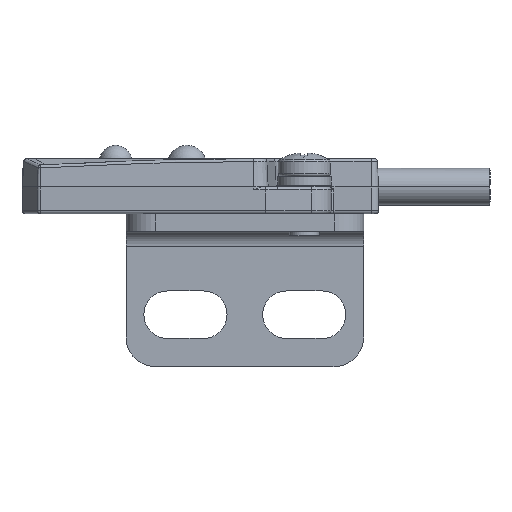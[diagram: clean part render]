
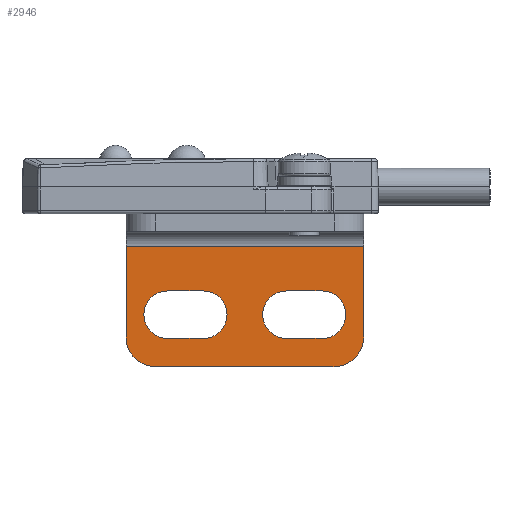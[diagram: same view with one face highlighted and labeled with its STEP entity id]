
A CAD part, left-side view. The second image highlights one B-rep face of the part: STEP entity #2946.
In plain terms, the highlighted planar face has unit normal (-1, 0, 0).
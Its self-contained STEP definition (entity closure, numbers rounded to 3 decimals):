
#9 = EDGE_CURVE ( 'NONE', #2498, #6370, #902, .T. ) ;
#54 = VERTEX_POINT ( 'NONE', #12821 ) ;
#330 = CARTESIAN_POINT ( 'NONE',  ( 7.8, 5.704, -3.45 ) ) ;
#599 = VECTOR ( 'NONE', #7035, 1000. ) ;
#654 = EDGE_CURVE ( 'NONE', #5227, #5225, #9245, .T. ) ;
#762 = ORIENTED_EDGE ( 'NONE', *, *, #1749, .T. ) ;
#902 = CIRCLE ( 'NONE', #4878, 1.6 ) ;
#941 = DIRECTION ( 'NONE',  ( 1., 0., 0. ) ) ;
#995 = CIRCLE ( 'NONE', #10383, 1.6 ) ;
#1040 = ORIENTED_EDGE ( 'NONE', *, *, #654, .T. ) ;
#1073 = DIRECTION ( 'NONE',  ( 0., 1., 0. ) ) ;
#1087 = DIRECTION ( 'NONE',  ( 0., 0., -1. ) ) ;
#1264 = DIRECTION ( 'NONE',  ( 0., -1., 0. ) ) ;
#1300 = CARTESIAN_POINT ( 'NONE',  ( 7.8, 2.904, -9.65 ) ) ;
#1315 = ORIENTED_EDGE ( 'NONE', *, *, #2238, .T. ) ;
#1397 = DIRECTION ( 'NONE',  ( 0., 0., -1. ) ) ;
#1406 = ORIENTED_EDGE ( 'NONE', *, *, #6355, .T. ) ;
#1417 = EDGE_LOOP ( 'NONE', ( #10440, #11066, #9709, #1406 ) ) ;
#1427 = CIRCLE ( 'NONE', #12265, 2. ) ;
#1510 = PLANE ( 'NONE',  #6380 ) ;
#1749 = EDGE_CURVE ( 'NONE', #12226, #54, #1427, .T. ) ;
#1873 = CARTESIAN_POINT ( 'NONE',  ( 7.8, 5.704, -3.45 ) ) ;
#2175 = CARTESIAN_POINT ( 'NONE',  ( 7.8, -10.296, -9.65 ) ) ;
#2238 = EDGE_CURVE ( 'NONE', #54, #3035, #3974, .T. ) ;
#2269 = DIRECTION ( 'NONE',  ( 0., 0., -1. ) ) ;
#2325 = CARTESIAN_POINT ( 'NONE',  ( 7.8, -7.496, -8.05 ) ) ;
#2373 = CARTESIAN_POINT ( 'NONE',  ( 7.8, -7.496, -9.65 ) ) ;
#2417 = VECTOR ( 'NONE', #1073, 1000. ) ;
#2498 = VERTEX_POINT ( 'NONE', #11070 ) ;
#2553 = EDGE_CURVE ( 'NONE', #5225, #12226, #9633, .T. ) ;
#2570 = CARTESIAN_POINT ( 'NONE',  ( 7.8, -8.296, -9.55 ) ) ;
#2605 = FACE_OUTER_BOUND ( 'NONE', #8475, .T. ) ;
#2736 = DIRECTION ( 'NONE',  ( 1., 0., 0. ) ) ;
#2830 = LINE ( 'NONE', #1873, #12463 ) ;
#2946 = ADVANCED_FACE ( 'NONE', ( #5506, #9477, #2605 ), #1510, .F. ) ;
#3035 = VERTEX_POINT ( 'NONE', #11145 ) ;
#3162 = ORIENTED_EDGE ( 'NONE', *, *, #8881, .T. ) ;
#3303 = LINE ( 'NONE', #2175, #2417 ) ;
#3470 = DIRECTION ( 'NONE',  ( 1., 0., 0. ) ) ;
#3654 = ORIENTED_EDGE ( 'NONE', *, *, #9, .T. ) ;
#3858 = DIRECTION ( 'NONE',  ( 1., 0., 0. ) ) ;
#3970 = DIRECTION ( 'NONE',  ( 0., -1., 0. ) ) ;
#3974 = LINE ( 'NONE', #6849, #599 ) ;
#3988 = VERTEX_POINT ( 'NONE', #5761 ) ;
#4235 = CARTESIAN_POINT ( 'NONE',  ( 7.8, 0.504, -9.65 ) ) ;
#4248 = EDGE_LOOP ( 'NONE', ( #10684, #3162, #5795, #3654 ) ) ;
#4396 = ORIENTED_EDGE ( 'NONE', *, *, #2553, .T. ) ;
#4516 = EDGE_CURVE ( 'NONE', #6632, #3988, #4959, .T. ) ;
#4603 = CARTESIAN_POINT ( 'NONE',  ( 7.8, -10.296, -2.45 ) ) ;
#4725 = EDGE_CURVE ( 'NONE', #6164, #2498, #10340, .T. ) ;
#4823 = EDGE_CURVE ( 'NONE', #6370, #7782, #5536, .T. ) ;
#4841 = DIRECTION ( 'NONE',  ( 0., -1., 0. ) ) ;
#4878 = AXIS2_PLACEMENT_3D ( 'NONE', #8988, #941, #4942 ) ;
#4942 = DIRECTION ( 'NONE',  ( 0., 0., -1. ) ) ;
#4952 = EDGE_CURVE ( 'NONE', #8370, #3035, #2830, .T. ) ;
#4959 = LINE ( 'NONE', #11932, #9946 ) ;
#5079 = CARTESIAN_POINT ( 'NONE',  ( 7.8, -5.096, -6.45 ) ) ;
#5104 = DIRECTION ( 'NONE',  ( 0., 0., -1. ) ) ;
#5164 = DIRECTION ( 'NONE',  ( -1., 0., 0. ) ) ;
#5225 = VERTEX_POINT ( 'NONE', #5704 ) ;
#5227 = VERTEX_POINT ( 'NONE', #6811 ) ;
#5375 = VECTOR ( 'NONE', #1264, 1000. ) ;
#5506 = FACE_BOUND ( 'NONE', #1417, .T. ) ;
#5536 = LINE ( 'NONE', #6582, #10588 ) ;
#5644 = VECTOR ( 'NONE', #6443, 1000. ) ;
#5685 = CARTESIAN_POINT ( 'NONE',  ( 7.8, -5.096, -9.65 ) ) ;
#5704 = CARTESIAN_POINT ( 'NONE',  ( 7.8, 3.704, -11.55 ) ) ;
#5761 = CARTESIAN_POINT ( 'NONE',  ( 7.8, -7.496, -6.45 ) ) ;
#5795 = ORIENTED_EDGE ( 'NONE', *, *, #4725, .T. ) ;
#5884 = CARTESIAN_POINT ( 'NONE',  ( 7.8, 5.704, -11.55 ) ) ;
#6164 = VERTEX_POINT ( 'NONE', #12926 ) ;
#6270 = CARTESIAN_POINT ( 'NONE',  ( 7.8, -10.296, -6.45 ) ) ;
#6355 = EDGE_CURVE ( 'NONE', #3988, #8185, #995, .T. ) ;
#6370 = VERTEX_POINT ( 'NONE', #4235 ) ;
#6380 = AXIS2_PLACEMENT_3D ( 'NONE', #4603, #3470, #10513 ) ;
#6443 = DIRECTION ( 'NONE',  ( 0., -1., 0. ) ) ;
#6512 = CARTESIAN_POINT ( 'NONE',  ( 7.8, -10.296, -11.55 ) ) ;
#6582 = CARTESIAN_POINT ( 'NONE',  ( 7.8, -10.296, -9.65 ) ) ;
#6632 = VERTEX_POINT ( 'NONE', #5079 ) ;
#6676 = LINE ( 'NONE', #5884, #7279 ) ;
#6811 = CARTESIAN_POINT ( 'NONE',  ( 7.8, 5.704, -9.55 ) ) ;
#6849 = CARTESIAN_POINT ( 'NONE',  ( 7.8, -10.296, -2.45 ) ) ;
#7035 = DIRECTION ( 'NONE',  ( 0., 0., 1. ) ) ;
#7279 = VECTOR ( 'NONE', #9851, 1000. ) ;
#7461 = CIRCLE ( 'NONE', #9329, 1.6 ) ;
#7782 = VERTEX_POINT ( 'NONE', #1300 ) ;
#7884 = EDGE_CURVE ( 'NONE', #8370, #5227, #6676, .T. ) ;
#8185 = VERTEX_POINT ( 'NONE', #2373 ) ;
#8370 = VERTEX_POINT ( 'NONE', #330 ) ;
#8435 = CARTESIAN_POINT ( 'NONE',  ( 7.8, 2.904, -8.05 ) ) ;
#8462 = CIRCLE ( 'NONE', #10325, 1.6 ) ;
#8475 = EDGE_LOOP ( 'NONE', ( #9671, #1040, #4396, #762, #1315, #11451 ) ) ;
#8881 = EDGE_CURVE ( 'NONE', #7782, #6164, #8462, .T. ) ;
#8988 = CARTESIAN_POINT ( 'NONE',  ( 7.8, 0.504, -8.05 ) ) ;
#9245 = CIRCLE ( 'NONE', #12791, 2. ) ;
#9329 = AXIS2_PLACEMENT_3D ( 'NONE', #10847, #3858, #1087 ) ;
#9417 = EDGE_CURVE ( 'NONE', #8185, #10223, #3303, .T. ) ;
#9477 = FACE_BOUND ( 'NONE', #4248, .T. ) ;
#9633 = LINE ( 'NONE', #6512, #5644 ) ;
#9671 = ORIENTED_EDGE ( 'NONE', *, *, #7884, .T. ) ;
#9709 = ORIENTED_EDGE ( 'NONE', *, *, #4516, .T. ) ;
#9851 = DIRECTION ( 'NONE',  ( 0., 0., -1. ) ) ;
#9946 = VECTOR ( 'NONE', #4841, 1000. ) ;
#10039 = EDGE_CURVE ( 'NONE', #10223, #6632, #7461, .T. ) ;
#10053 = CARTESIAN_POINT ( 'NONE',  ( 7.8, 3.704, -9.55 ) ) ;
#10223 = VERTEX_POINT ( 'NONE', #5685 ) ;
#10325 = AXIS2_PLACEMENT_3D ( 'NONE', #8435, #2736, #12391 ) ;
#10340 = LINE ( 'NONE', #6270, #5375 ) ;
#10355 = DIRECTION ( 'NONE',  ( 1., 0., 0. ) ) ;
#10383 = AXIS2_PLACEMENT_3D ( 'NONE', #2325, #10355, #2269 ) ;
#10440 = ORIENTED_EDGE ( 'NONE', *, *, #9417, .T. ) ;
#10513 = DIRECTION ( 'NONE',  ( 0., 0., 1. ) ) ;
#10588 = VECTOR ( 'NONE', #11534, 1000. ) ;
#10684 = ORIENTED_EDGE ( 'NONE', *, *, #4823, .T. ) ;
#10847 = CARTESIAN_POINT ( 'NONE',  ( 7.8, -5.096, -8.05 ) ) ;
#11066 = ORIENTED_EDGE ( 'NONE', *, *, #10039, .T. ) ;
#11070 = CARTESIAN_POINT ( 'NONE',  ( 7.8, 0.504, -6.45 ) ) ;
#11145 = CARTESIAN_POINT ( 'NONE',  ( 7.8, -10.296, -3.45 ) ) ;
#11451 = ORIENTED_EDGE ( 'NONE', *, *, #4952, .F. ) ;
#11534 = DIRECTION ( 'NONE',  ( 0., 1., 0. ) ) ;
#11932 = CARTESIAN_POINT ( 'NONE',  ( 7.8, -10.296, -6.45 ) ) ;
#12226 = VERTEX_POINT ( 'NONE', #12761 ) ;
#12265 = AXIS2_PLACEMENT_3D ( 'NONE', #2570, #12366, #1397 ) ;
#12366 = DIRECTION ( 'NONE',  ( -1., 0., 0. ) ) ;
#12391 = DIRECTION ( 'NONE',  ( 0., 0., -1. ) ) ;
#12463 = VECTOR ( 'NONE', #3970, 1000. ) ;
#12761 = CARTESIAN_POINT ( 'NONE',  ( 7.8, -8.296, -11.55 ) ) ;
#12791 = AXIS2_PLACEMENT_3D ( 'NONE', #10053, #5164, #5104 ) ;
#12821 = CARTESIAN_POINT ( 'NONE',  ( 7.8, -10.296, -9.55 ) ) ;
#12926 = CARTESIAN_POINT ( 'NONE',  ( 7.8, 2.904, -6.45 ) ) ;
